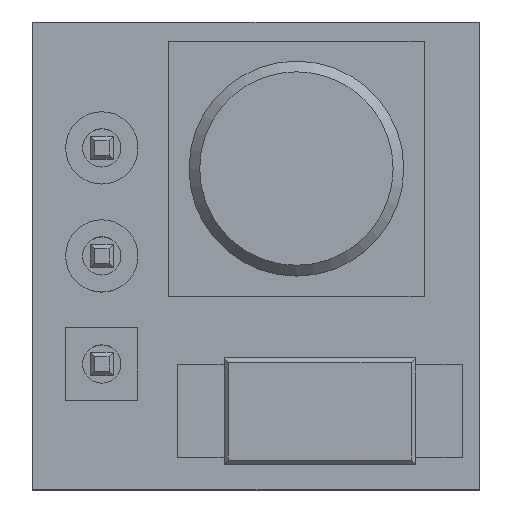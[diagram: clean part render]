
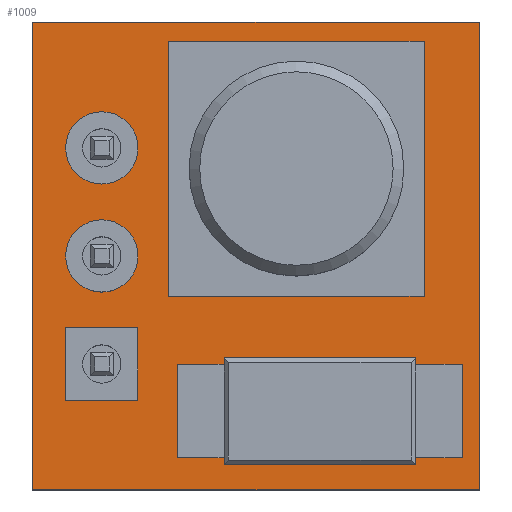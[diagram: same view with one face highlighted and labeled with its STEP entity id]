
A CAD part, top view. The second image highlights one B-rep face of the part: STEP entity #1009.
In plain terms, the highlighted planar face has unit normal (0, 0, 1).
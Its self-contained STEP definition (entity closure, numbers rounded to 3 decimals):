
#894 = VERTEX_POINT('',#895);
#895 = CARTESIAN_POINT('',(0.,0.,1.6));
#901 = EDGE_CURVE('',#894,#902,#904,.T.);
#902 = VERTEX_POINT('',#903);
#903 = CARTESIAN_POINT('',(10.5,0.,1.6));
#904 = LINE('',#905,#906);
#905 = CARTESIAN_POINT('',(0.,0.,1.6));
#906 = VECTOR('',#907,1.);
#907 = DIRECTION('',(1.,0.,0.));
#925 = VERTEX_POINT('',#926);
#926 = CARTESIAN_POINT('',(0.,11.,1.6));
#932 = EDGE_CURVE('',#925,#894,#933,.T.);
#933 = LINE('',#934,#935);
#934 = CARTESIAN_POINT('',(0.,11.,1.6));
#935 = VECTOR('',#936,1.);
#936 = DIRECTION('',(0.,-1.,0.));
#949 = EDGE_CURVE('',#902,#950,#952,.T.);
#950 = VERTEX_POINT('',#951);
#951 = CARTESIAN_POINT('',(10.5,11.,1.6));
#952 = LINE('',#953,#954);
#953 = CARTESIAN_POINT('',(10.5,0.,1.6));
#954 = VECTOR('',#955,1.);
#955 = DIRECTION('',(0.,1.,0.));
#973 = EDGE_CURVE('',#950,#925,#974,.T.);
#974 = LINE('',#975,#976);
#975 = CARTESIAN_POINT('',(10.5,11.,1.6));
#976 = VECTOR('',#977,1.);
#977 = DIRECTION('',(-1.,0.,0.));
#1009 = ADVANCED_FACE('',(#1010,#1016,#1050,#1061,#1159,#1170),#1204,.T.
  );
#1010 = FACE_BOUND('',#1011,.T.);
#1011 = EDGE_LOOP('',(#1012,#1013,#1014,#1015));
#1012 = ORIENTED_EDGE('',*,*,#901,.T.);
#1013 = ORIENTED_EDGE('',*,*,#949,.T.);
#1014 = ORIENTED_EDGE('',*,*,#973,.T.);
#1015 = ORIENTED_EDGE('',*,*,#932,.T.);
#1016 = FACE_BOUND('',#1017,.T.);
#1017 = EDGE_LOOP('',(#1018,#1028,#1036,#1044));
#1018 = ORIENTED_EDGE('',*,*,#1019,.F.);
#1019 = EDGE_CURVE('',#1020,#1022,#1024,.T.);
#1020 = VERTEX_POINT('',#1021);
#1021 = CARTESIAN_POINT('',(0.775,3.81,1.6));
#1022 = VERTEX_POINT('',#1023);
#1023 = CARTESIAN_POINT('',(0.775,2.11,1.6));
#1024 = LINE('',#1025,#1026);
#1025 = CARTESIAN_POINT('',(0.775,3.81,1.6));
#1026 = VECTOR('',#1027,1.);
#1027 = DIRECTION('',(0.,-1.,0.));
#1028 = ORIENTED_EDGE('',*,*,#1029,.F.);
#1029 = EDGE_CURVE('',#1030,#1020,#1032,.T.);
#1030 = VERTEX_POINT('',#1031);
#1031 = CARTESIAN_POINT('',(2.475,3.81,1.6));
#1032 = LINE('',#1033,#1034);
#1033 = CARTESIAN_POINT('',(2.475,3.81,1.6));
#1034 = VECTOR('',#1035,1.);
#1035 = DIRECTION('',(-1.,0.,0.));
#1036 = ORIENTED_EDGE('',*,*,#1037,.F.);
#1037 = EDGE_CURVE('',#1038,#1030,#1040,.T.);
#1038 = VERTEX_POINT('',#1039);
#1039 = CARTESIAN_POINT('',(2.475,2.11,1.6));
#1040 = LINE('',#1041,#1042);
#1041 = CARTESIAN_POINT('',(2.475,2.11,1.6));
#1042 = VECTOR('',#1043,1.);
#1043 = DIRECTION('',(0.,1.,0.));
#1044 = ORIENTED_EDGE('',*,*,#1045,.F.);
#1045 = EDGE_CURVE('',#1022,#1038,#1046,.T.);
#1046 = LINE('',#1047,#1048);
#1047 = CARTESIAN_POINT('',(0.775,2.11,1.6));
#1048 = VECTOR('',#1049,1.);
#1049 = DIRECTION('',(1.,0.,0.));
#1050 = FACE_BOUND('',#1051,.T.);
#1051 = EDGE_LOOP('',(#1052));
#1052 = ORIENTED_EDGE('',*,*,#1053,.F.);
#1053 = EDGE_CURVE('',#1054,#1054,#1056,.T.);
#1054 = VERTEX_POINT('',#1055);
#1055 = CARTESIAN_POINT('',(2.475,5.5,1.6));
#1056 = CIRCLE('',#1057,0.85);
#1057 = AXIS2_PLACEMENT_3D('',#1058,#1059,#1060);
#1058 = CARTESIAN_POINT('',(1.625,5.5,1.6));
#1059 = DIRECTION('',(0.,0.,1.));
#1060 = DIRECTION('',(1.,0.,0.));
#1061 = FACE_BOUND('',#1062,.T.);
#1062 = EDGE_LOOP('',(#1063,#1073,#1081,#1089,#1097,#1105,#1113,#1121,
    #1129,#1137,#1145,#1153));
#1063 = ORIENTED_EDGE('',*,*,#1064,.F.);
#1064 = EDGE_CURVE('',#1065,#1067,#1069,.T.);
#1065 = VERTEX_POINT('',#1066);
#1066 = CARTESIAN_POINT('',(4.5,3.1,1.6));
#1067 = VERTEX_POINT('',#1068);
#1068 = CARTESIAN_POINT('',(4.5,2.95,1.6));
#1069 = LINE('',#1070,#1071);
#1070 = CARTESIAN_POINT('',(4.5,3.1,1.6));
#1071 = VECTOR('',#1072,1.);
#1072 = DIRECTION('',(0.,-1.,0.));
#1073 = ORIENTED_EDGE('',*,*,#1074,.F.);
#1074 = EDGE_CURVE('',#1075,#1065,#1077,.T.);
#1075 = VERTEX_POINT('',#1076);
#1076 = CARTESIAN_POINT('',(9.,3.1,1.6));
#1077 = LINE('',#1078,#1079);
#1078 = CARTESIAN_POINT('',(9.,3.1,1.6));
#1079 = VECTOR('',#1080,1.);
#1080 = DIRECTION('',(-1.,0.,0.));
#1081 = ORIENTED_EDGE('',*,*,#1082,.F.);
#1082 = EDGE_CURVE('',#1083,#1075,#1085,.T.);
#1083 = VERTEX_POINT('',#1084);
#1084 = CARTESIAN_POINT('',(9.,2.95,1.6));
#1085 = LINE('',#1086,#1087);
#1086 = CARTESIAN_POINT('',(9.,0.6,1.6));
#1087 = VECTOR('',#1088,1.);
#1088 = DIRECTION('',(0.,1.,0.));
#1089 = ORIENTED_EDGE('',*,*,#1090,.F.);
#1090 = EDGE_CURVE('',#1091,#1083,#1093,.T.);
#1091 = VERTEX_POINT('',#1092);
#1092 = CARTESIAN_POINT('',(10.1,2.95,1.6));
#1093 = LINE('',#1094,#1095);
#1094 = CARTESIAN_POINT('',(10.1,2.95,1.6));
#1095 = VECTOR('',#1096,1.);
#1096 = DIRECTION('',(-1.,0.,0.));
#1097 = ORIENTED_EDGE('',*,*,#1098,.F.);
#1098 = EDGE_CURVE('',#1099,#1091,#1101,.T.);
#1099 = VERTEX_POINT('',#1100);
#1100 = CARTESIAN_POINT('',(10.1,0.75,1.6));
#1101 = LINE('',#1102,#1103);
#1102 = CARTESIAN_POINT('',(10.1,0.75,1.6));
#1103 = VECTOR('',#1104,1.);
#1104 = DIRECTION('',(0.,1.,0.));
#1105 = ORIENTED_EDGE('',*,*,#1106,.F.);
#1106 = EDGE_CURVE('',#1107,#1099,#1109,.T.);
#1107 = VERTEX_POINT('',#1108);
#1108 = CARTESIAN_POINT('',(9.,0.75,1.6));
#1109 = LINE('',#1110,#1111);
#1110 = CARTESIAN_POINT('',(9.,0.75,1.6));
#1111 = VECTOR('',#1112,1.);
#1112 = DIRECTION('',(1.,0.,0.));
#1113 = ORIENTED_EDGE('',*,*,#1114,.F.);
#1114 = EDGE_CURVE('',#1115,#1107,#1117,.T.);
#1115 = VERTEX_POINT('',#1116);
#1116 = CARTESIAN_POINT('',(9.,0.6,1.6));
#1117 = LINE('',#1118,#1119);
#1118 = CARTESIAN_POINT('',(9.,0.6,1.6));
#1119 = VECTOR('',#1120,1.);
#1120 = DIRECTION('',(0.,1.,0.));
#1121 = ORIENTED_EDGE('',*,*,#1122,.F.);
#1122 = EDGE_CURVE('',#1123,#1115,#1125,.T.);
#1123 = VERTEX_POINT('',#1124);
#1124 = CARTESIAN_POINT('',(4.5,0.6,1.6));
#1125 = LINE('',#1126,#1127);
#1126 = CARTESIAN_POINT('',(4.5,0.6,1.6));
#1127 = VECTOR('',#1128,1.);
#1128 = DIRECTION('',(1.,0.,0.));
#1129 = ORIENTED_EDGE('',*,*,#1130,.F.);
#1130 = EDGE_CURVE('',#1131,#1123,#1133,.T.);
#1131 = VERTEX_POINT('',#1132);
#1132 = CARTESIAN_POINT('',(4.5,0.75,1.6));
#1133 = LINE('',#1134,#1135);
#1134 = CARTESIAN_POINT('',(4.5,3.1,1.6));
#1135 = VECTOR('',#1136,1.);
#1136 = DIRECTION('',(0.,-1.,0.));
#1137 = ORIENTED_EDGE('',*,*,#1138,.F.);
#1138 = EDGE_CURVE('',#1139,#1131,#1141,.T.);
#1139 = VERTEX_POINT('',#1140);
#1140 = CARTESIAN_POINT('',(3.4,0.75,1.6));
#1141 = LINE('',#1142,#1143);
#1142 = CARTESIAN_POINT('',(3.4,0.75,1.6));
#1143 = VECTOR('',#1144,1.);
#1144 = DIRECTION('',(1.,0.,0.));
#1145 = ORIENTED_EDGE('',*,*,#1146,.F.);
#1146 = EDGE_CURVE('',#1147,#1139,#1149,.T.);
#1147 = VERTEX_POINT('',#1148);
#1148 = CARTESIAN_POINT('',(3.4,2.95,1.6));
#1149 = LINE('',#1150,#1151);
#1150 = CARTESIAN_POINT('',(3.4,2.95,1.6));
#1151 = VECTOR('',#1152,1.);
#1152 = DIRECTION('',(0.,-1.,0.));
#1153 = ORIENTED_EDGE('',*,*,#1154,.F.);
#1154 = EDGE_CURVE('',#1067,#1147,#1155,.T.);
#1155 = LINE('',#1156,#1157);
#1156 = CARTESIAN_POINT('',(4.5,2.95,1.6));
#1157 = VECTOR('',#1158,1.);
#1158 = DIRECTION('',(-1.,0.,0.));
#1159 = FACE_BOUND('',#1160,.T.);
#1160 = EDGE_LOOP('',(#1161));
#1161 = ORIENTED_EDGE('',*,*,#1162,.F.);
#1162 = EDGE_CURVE('',#1163,#1163,#1165,.T.);
#1163 = VERTEX_POINT('',#1164);
#1164 = CARTESIAN_POINT('',(2.475,8.04,1.6));
#1165 = CIRCLE('',#1166,0.85);
#1166 = AXIS2_PLACEMENT_3D('',#1167,#1168,#1169);
#1167 = CARTESIAN_POINT('',(1.625,8.04,1.6));
#1168 = DIRECTION('',(0.,0.,1.));
#1169 = DIRECTION('',(1.,0.,0.));
#1170 = FACE_BOUND('',#1171,.T.);
#1171 = EDGE_LOOP('',(#1172,#1182,#1190,#1198));
#1172 = ORIENTED_EDGE('',*,*,#1173,.F.);
#1173 = EDGE_CURVE('',#1174,#1176,#1178,.T.);
#1174 = VERTEX_POINT('',#1175);
#1175 = CARTESIAN_POINT('',(3.2,10.55,1.6));
#1176 = VERTEX_POINT('',#1177);
#1177 = CARTESIAN_POINT('',(3.2,4.55,1.6));
#1178 = LINE('',#1179,#1180);
#1179 = CARTESIAN_POINT('',(3.2,10.55,1.6));
#1180 = VECTOR('',#1181,1.);
#1181 = DIRECTION('',(0.,-1.,0.));
#1182 = ORIENTED_EDGE('',*,*,#1183,.F.);
#1183 = EDGE_CURVE('',#1184,#1174,#1186,.T.);
#1184 = VERTEX_POINT('',#1185);
#1185 = CARTESIAN_POINT('',(9.2,10.55,1.6));
#1186 = LINE('',#1187,#1188);
#1187 = CARTESIAN_POINT('',(9.2,10.55,1.6));
#1188 = VECTOR('',#1189,1.);
#1189 = DIRECTION('',(-1.,0.,0.));
#1190 = ORIENTED_EDGE('',*,*,#1191,.F.);
#1191 = EDGE_CURVE('',#1192,#1184,#1194,.T.);
#1192 = VERTEX_POINT('',#1193);
#1193 = CARTESIAN_POINT('',(9.2,4.55,1.6));
#1194 = LINE('',#1195,#1196);
#1195 = CARTESIAN_POINT('',(9.2,4.55,1.6));
#1196 = VECTOR('',#1197,1.);
#1197 = DIRECTION('',(0.,1.,0.));
#1198 = ORIENTED_EDGE('',*,*,#1199,.F.);
#1199 = EDGE_CURVE('',#1176,#1192,#1200,.T.);
#1200 = LINE('',#1201,#1202);
#1201 = CARTESIAN_POINT('',(3.2,4.55,1.6));
#1202 = VECTOR('',#1203,1.);
#1203 = DIRECTION('',(1.,0.,0.));
#1204 = PLANE('',#1205);
#1205 = AXIS2_PLACEMENT_3D('',#1206,#1207,#1208);
#1206 = CARTESIAN_POINT('',(5.25,5.5,1.6));
#1207 = DIRECTION('',(0.,0.,1.));
#1208 = DIRECTION('',(1.,0.,0.));
